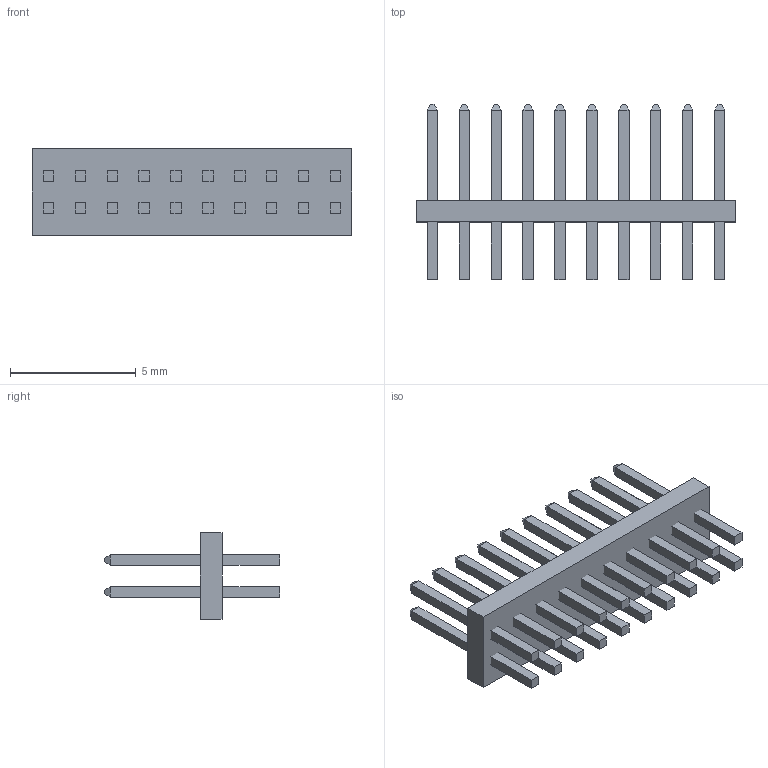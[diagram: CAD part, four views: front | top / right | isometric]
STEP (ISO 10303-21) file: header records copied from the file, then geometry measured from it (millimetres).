
FILE_DESCRIPTION(/* description */ ('STEP AP214'),/* implementation_level */ '2;1');
FILE_NAME(/* name */ 'FTS-110-04-F-D',/* time_stamp */ '2025-11-01T06:06:41+01:00',/* author */ ('License CC BY-ND 4.0'),/* organization */ ('CADENAS'),/* preprocessor_version */ 'ST-DEVELOPER v20',/* originating_system */ 'PARTsolutions',/* authorisation */ ' ');
FILE_SCHEMA (('AUTOMOTIVE_DESIGN {1 0 10303 214 3 1 1}'));
Length unit declared in the file: inch
Products named in the file (4): FTS-110-04-F-D; FTS-110-04-F-D_body; FTS-110-04-F-D_pins1; FTS-110-04-F-D_pins2
Assembly tree (3 placements, depth 2):
  FTS-110-04-F-D
    FTS-110-04-F-D_body
    FTS-110-04-F-D_pins1
    FTS-110-04-F-D_pins2
Bounding box: 12.7 x 6.96 x 3.43 mm (x, y, z)
Volume: 67.3 mm3; surface area: 419.8 mm2
Topology: 3 solids, 3 shells, 250 faces, 652 edges, 408 vertices
Faces by surface type: plane 250
Entity records: 7501 total; most frequent: CARTESIAN_POINT 1314, ORIENTED_EDGE 1304, DIRECTION 1160, EDGE_CURVE 652, LINE 652, VECTOR 652, VERTEX_POINT 408, AXIS2_PLACEMENT_3D 254
